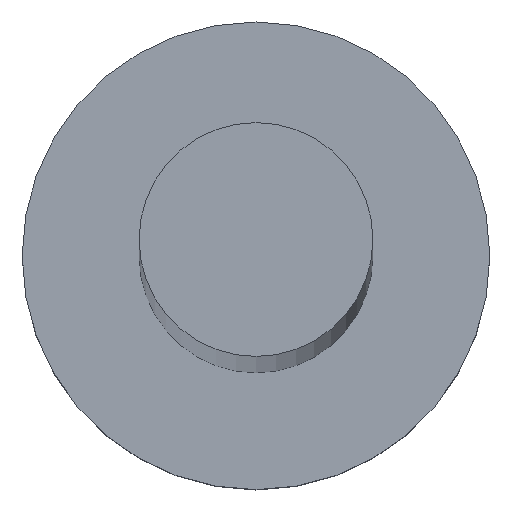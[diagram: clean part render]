
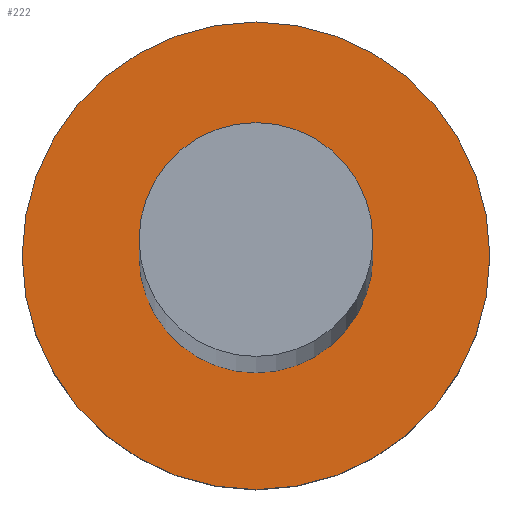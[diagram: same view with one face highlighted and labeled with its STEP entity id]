
A CAD part, top view. The second image highlights one B-rep face of the part: STEP entity #222.
In plain terms, the highlighted planar face has unit normal (0, 0, 1).
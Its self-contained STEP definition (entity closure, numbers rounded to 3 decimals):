
#1 = ORIENTED_EDGE ( 'NONE', *, *, #124, .T. ) ;
#15 = CARTESIAN_POINT ( 'NONE',  ( -1.25, 0., 2. ) ) ;
#18 = DIRECTION ( 'NONE',  ( 0., 0., 1. ) ) ;
#23 = AXIS2_PLACEMENT_3D ( 'NONE', #51, #210, #31 ) ;
#24 = DIRECTION ( 'NONE',  ( 1., 0., 0. ) ) ;
#28 = AXIS2_PLACEMENT_3D ( 'NONE', #116, #18, #174 ) ;
#31 = DIRECTION ( 'NONE',  ( 1., 0., 0. ) ) ;
#33 = DIRECTION ( 'NONE',  ( 0., 0., 1. ) ) ;
#35 = ORIENTED_EDGE ( 'NONE', *, *, #54, .T. ) ;
#38 = EDGE_LOOP ( 'NONE', ( #1, #35 ) ) ;
#42 = DIRECTION ( 'NONE',  ( 1., 0., 0. ) ) ;
#51 = CARTESIAN_POINT ( 'NONE',  ( 0., 0., 2. ) ) ;
#54 = EDGE_CURVE ( 'NONE', #240, #194, #89, .T. ) ;
#56 = ORIENTED_EDGE ( 'NONE', *, *, #173, .F. ) ;
#69 = PLANE ( 'NONE',  #229 ) ;
#74 = AXIS2_PLACEMENT_3D ( 'NONE', #245, #33, #226 ) ;
#75 = CARTESIAN_POINT ( 'NONE',  ( 2.5, 0., 2. ) ) ;
#76 = AXIS2_PLACEMENT_3D ( 'NONE', #110, #250, #42 ) ;
#82 = EDGE_LOOP ( 'NONE', ( #56, #133 ) ) ;
#89 = CIRCLE ( 'NONE', #28, 2.5 ) ;
#110 = CARTESIAN_POINT ( 'NONE',  ( 0., 0., 2. ) ) ;
#116 = CARTESIAN_POINT ( 'NONE',  ( 0., 0., 2. ) ) ;
#124 = EDGE_CURVE ( 'NONE', #194, #240, #193, .T. ) ;
#133 = ORIENTED_EDGE ( 'NONE', *, *, #227, .F. ) ;
#135 = CARTESIAN_POINT ( 'NONE',  ( -2.5, 0., 2. ) ) ;
#136 = DIRECTION ( 'NONE',  ( 0., 0., 1. ) ) ;
#140 = VERTEX_POINT ( 'NONE', #15 ) ;
#150 = CARTESIAN_POINT ( 'NONE',  ( 0., 0., 2. ) ) ;
#153 = CARTESIAN_POINT ( 'NONE',  ( 1.25, 0., 2. ) ) ;
#166 = FACE_BOUND ( 'NONE', #82, .T. ) ;
#171 = CIRCLE ( 'NONE', #23, 1.25 ) ;
#173 = EDGE_CURVE ( 'NONE', #140, #241, #254, .T. ) ;
#174 = DIRECTION ( 'NONE',  ( 1., 0., 0. ) ) ;
#193 = CIRCLE ( 'NONE', #74, 2.5 ) ;
#194 = VERTEX_POINT ( 'NONE', #135 ) ;
#210 = DIRECTION ( 'NONE',  ( 0., 0., 1. ) ) ;
#222 = ADVANCED_FACE ( 'NONE', ( #166, #246 ), #69, .T. ) ;
#226 = DIRECTION ( 'NONE',  ( 1., 0., 0. ) ) ;
#227 = EDGE_CURVE ( 'NONE', #241, #140, #171, .T. ) ;
#229 = AXIS2_PLACEMENT_3D ( 'NONE', #150, #136, #24 ) ;
#240 = VERTEX_POINT ( 'NONE', #75 ) ;
#241 = VERTEX_POINT ( 'NONE', #153 ) ;
#245 = CARTESIAN_POINT ( 'NONE',  ( 0., 0., 2. ) ) ;
#246 = FACE_OUTER_BOUND ( 'NONE', #38, .T. ) ;
#250 = DIRECTION ( 'NONE',  ( 0., 0., 1. ) ) ;
#254 = CIRCLE ( 'NONE', #76, 1.25 ) ;
